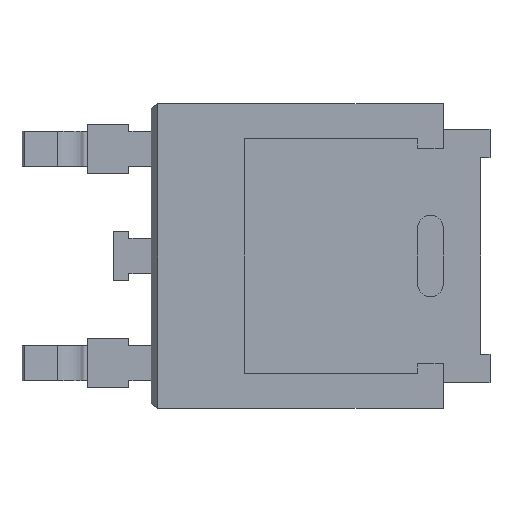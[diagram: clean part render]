
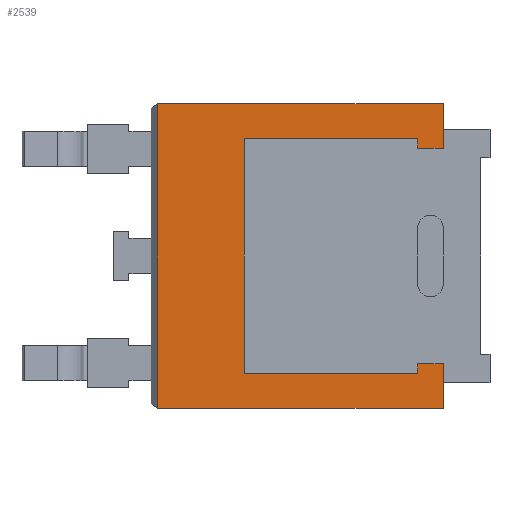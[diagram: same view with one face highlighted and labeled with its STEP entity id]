
A CAD part, front view. The second image highlights one B-rep face of the part: STEP entity #2539.
In plain terms, the highlighted planar face has unit normal (0, -1, 0).
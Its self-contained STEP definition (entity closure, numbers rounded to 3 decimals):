
#21 = LINE ( 'NONE', #773, #1620 ) ;
#102 = CARTESIAN_POINT ( 'NONE',  ( 3.45, 0., 2.3 ) ) ;
#185 = VECTOR ( 'NONE', #2915, 1000. ) ;
#245 = EDGE_CURVE ( 'NONE', #2632, #3061, #918, .T. ) ;
#286 = VECTOR ( 'NONE', #2167, 1000. ) ;
#364 = ORIENTED_EDGE ( 'NONE', *, *, #1225, .T. ) ;
#405 = EDGE_CURVE ( 'NONE', #1216, #637, #2131, .T. ) ;
#423 = DIRECTION ( 'NONE',  ( 0., 0., -1. ) ) ;
#448 = CARTESIAN_POINT ( 'NONE',  ( 3.45, 0., 2.5 ) ) ;
#451 = CARTESIAN_POINT ( 'NONE',  ( 3.99, 0., 2.3 ) ) ;
#466 = CARTESIAN_POINT ( 'NONE',  ( 3.99, 0., 3.25 ) ) ;
#476 = VECTOR ( 'NONE', #579, 1000. ) ;
#490 = DIRECTION ( 'NONE',  ( 1., 0., 0. ) ) ;
#579 = DIRECTION ( 'NONE',  ( -1., 0., 0. ) ) ;
#590 = CARTESIAN_POINT ( 'NONE',  ( 3.99, 0., -3.25 ) ) ;
#601 = CARTESIAN_POINT ( 'NONE',  ( 3.45, 0., -2.3 ) ) ;
#631 = DIRECTION ( 'NONE',  ( 0., 0., -1. ) ) ;
#637 = VERTEX_POINT ( 'NONE', #2159 ) ;
#654 = DIRECTION ( 'NONE',  ( 0., -1., 0. ) ) ;
#660 = VECTOR ( 'NONE', #490, 1000. ) ;
#683 = ORIENTED_EDGE ( 'NONE', *, *, #2373, .F. ) ;
#694 = EDGE_CURVE ( 'NONE', #2135, #3061, #922, .T. ) ;
#702 = PLANE ( 'NONE',  #2045 ) ;
#748 = CARTESIAN_POINT ( 'NONE',  ( 3.99, 0., 3.25 ) ) ;
#773 = CARTESIAN_POINT ( 'NONE',  ( -2.095, 0., -3.25 ) ) ;
#782 = CARTESIAN_POINT ( 'NONE',  ( 3.99, 0., -2.3 ) ) ;
#805 = CARTESIAN_POINT ( 'NONE',  ( -0.25, 0., -2.5 ) ) ;
#814 = LINE ( 'NONE', #1104, #1220 ) ;
#910 = LINE ( 'NONE', #466, #185 ) ;
#918 = LINE ( 'NONE', #2883, #2396 ) ;
#922 = LINE ( 'NONE', #451, #660 ) ;
#943 = CARTESIAN_POINT ( 'NONE',  ( 3.45, 0., -2.3 ) ) ;
#1023 = ORIENTED_EDGE ( 'NONE', *, *, #1614, .T. ) ;
#1055 = CARTESIAN_POINT ( 'NONE',  ( -2.095, 0., 3.25 ) ) ;
#1078 = CARTESIAN_POINT ( 'NONE',  ( 3.45, 0., -2.5 ) ) ;
#1098 = ORIENTED_EDGE ( 'NONE', *, *, #2630, .T. ) ;
#1104 = CARTESIAN_POINT ( 'NONE',  ( 3.99, 0., -2.3 ) ) ;
#1112 = VERTEX_POINT ( 'NONE', #805 ) ;
#1152 = CARTESIAN_POINT ( 'NONE',  ( 3.99, 0., -3.25 ) ) ;
#1157 = VECTOR ( 'NONE', #631, 1000. ) ;
#1162 = CARTESIAN_POINT ( 'NONE',  ( 0., 0., 0. ) ) ;
#1216 = VERTEX_POINT ( 'NONE', #1844 ) ;
#1220 = VECTOR ( 'NONE', #2769, 1000. ) ;
#1225 = EDGE_CURVE ( 'NONE', #1112, #2258, #1984, .T. ) ;
#1357 = VERTEX_POINT ( 'NONE', #601 ) ;
#1372 = CARTESIAN_POINT ( 'NONE',  ( 3.45, 0., 2.5 ) ) ;
#1417 = ORIENTED_EDGE ( 'NONE', *, *, #1807, .T. ) ;
#1445 = ORIENTED_EDGE ( 'NONE', *, *, #694, .T. ) ;
#1545 = CARTESIAN_POINT ( 'NONE',  ( -0.25, 0., -2.5 ) ) ;
#1614 = EDGE_CURVE ( 'NONE', #1893, #1112, #2821, .T. ) ;
#1620 = VECTOR ( 'NONE', #1738, 1000. ) ;
#1625 = DIRECTION ( 'NONE',  ( 0., 0., -1. ) ) ;
#1696 = VECTOR ( 'NONE', #423, 1000. ) ;
#1738 = DIRECTION ( 'NONE',  ( 0., 0., 1. ) ) ;
#1753 = CARTESIAN_POINT ( 'NONE',  ( 3.45, 0., -2.5 ) ) ;
#1807 = EDGE_CURVE ( 'NONE', #1357, #1893, #2622, .T. ) ;
#1844 = CARTESIAN_POINT ( 'NONE',  ( 3.99, 0., -3.25 ) ) ;
#1848 = ORIENTED_EDGE ( 'NONE', *, *, #3068, .F. ) ;
#1860 = LINE ( 'NONE', #102, #1157 ) ;
#1890 = DIRECTION ( 'NONE',  ( 0., 0., -1. ) ) ;
#1893 = VERTEX_POINT ( 'NONE', #1753 ) ;
#1977 = VECTOR ( 'NONE', #2281, 1000. ) ;
#1984 = LINE ( 'NONE', #1545, #3133 ) ;
#2007 = EDGE_CURVE ( 'NONE', #2572, #2135, #1860, .T. ) ;
#2045 = AXIS2_PLACEMENT_3D ( 'NONE', #1162, #654, #1625 ) ;
#2121 = DIRECTION ( 'NONE',  ( 1., 0., 0. ) ) ;
#2131 = LINE ( 'NONE', #1152, #286 ) ;
#2135 = VERTEX_POINT ( 'NONE', #2618 ) ;
#2159 = CARTESIAN_POINT ( 'NONE',  ( -2.095, 0., -3.25 ) ) ;
#2167 = DIRECTION ( 'NONE',  ( -1., 0., 0. ) ) ;
#2247 = VECTOR ( 'NONE', #2121, 1000. ) ;
#2258 = VERTEX_POINT ( 'NONE', #2640 ) ;
#2281 = DIRECTION ( 'NONE',  ( 0., 0., -1. ) ) ;
#2330 = LINE ( 'NONE', #590, #1977 ) ;
#2373 = EDGE_CURVE ( 'NONE', #637, #2427, #21, .T. ) ;
#2396 = VECTOR ( 'NONE', #1890, 1000. ) ;
#2421 = ORIENTED_EDGE ( 'NONE', *, *, #245, .F. ) ;
#2427 = VERTEX_POINT ( 'NONE', #1055 ) ;
#2447 = ORIENTED_EDGE ( 'NONE', *, *, #3131, .F. ) ;
#2499 = EDGE_CURVE ( 'NONE', #2671, #1357, #814, .T. ) ;
#2516 = DIRECTION ( 'NONE',  ( 0., 0., 1. ) ) ;
#2539 = ADVANCED_FACE ( 'NONE', ( #3089 ), #702, .T. ) ;
#2572 = VERTEX_POINT ( 'NONE', #448 ) ;
#2583 = ORIENTED_EDGE ( 'NONE', *, *, #2499, .T. ) ;
#2598 = LINE ( 'NONE', #1372, #2247 ) ;
#2618 = CARTESIAN_POINT ( 'NONE',  ( 3.45, 0., 2.3 ) ) ;
#2622 = LINE ( 'NONE', #943, #1696 ) ;
#2630 = EDGE_CURVE ( 'NONE', #2258, #2572, #2598, .T. ) ;
#2632 = VERTEX_POINT ( 'NONE', #748 ) ;
#2640 = CARTESIAN_POINT ( 'NONE',  ( -0.25, 0., 2.5 ) ) ;
#2671 = VERTEX_POINT ( 'NONE', #782 ) ;
#2687 = ORIENTED_EDGE ( 'NONE', *, *, #2007, .T. ) ;
#2769 = DIRECTION ( 'NONE',  ( -1., 0., 0. ) ) ;
#2821 = LINE ( 'NONE', #1078, #476 ) ;
#2827 = EDGE_LOOP ( 'NONE', ( #683, #2875, #2447, #2583, #1417, #1023, #364, #1098, #2687, #1445, #2421, #1848 ) ) ;
#2875 = ORIENTED_EDGE ( 'NONE', *, *, #405, .F. ) ;
#2883 = CARTESIAN_POINT ( 'NONE',  ( 3.99, 0., -3.25 ) ) ;
#2915 = DIRECTION ( 'NONE',  ( 1., 0., 0. ) ) ;
#3061 = VERTEX_POINT ( 'NONE', #3098 ) ;
#3068 = EDGE_CURVE ( 'NONE', #2427, #2632, #910, .T. ) ;
#3089 = FACE_OUTER_BOUND ( 'NONE', #2827, .T. ) ;
#3098 = CARTESIAN_POINT ( 'NONE',  ( 3.99, 0., 2.3 ) ) ;
#3131 = EDGE_CURVE ( 'NONE', #2671, #1216, #2330, .T. ) ;
#3133 = VECTOR ( 'NONE', #2516, 1000. ) ;
